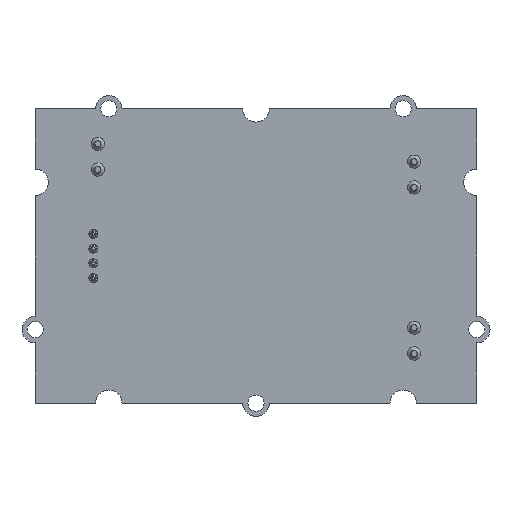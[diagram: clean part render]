
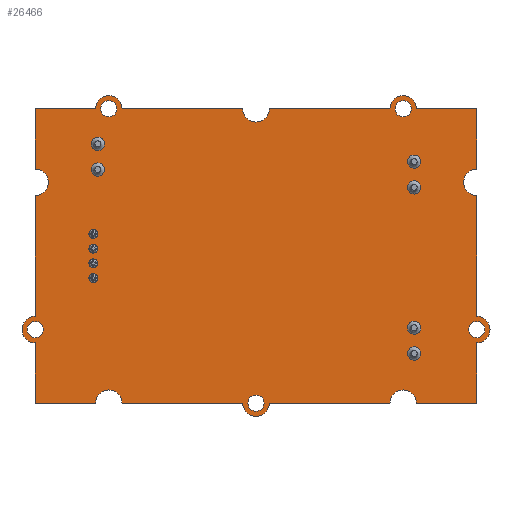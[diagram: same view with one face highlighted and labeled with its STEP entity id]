
A CAD part, front view. The second image highlights one B-rep face of the part: STEP entity #26466.
In plain terms, the highlighted face is planar.
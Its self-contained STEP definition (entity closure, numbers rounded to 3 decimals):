
#760=FACE_BOUND('',#2603,.T.);
#761=FACE_BOUND('',#2604,.T.);
#762=FACE_BOUND('',#2605,.T.);
#763=FACE_BOUND('',#2606,.T.);
#764=FACE_BOUND('',#2607,.T.);
#850=FACE_OUTER_BOUND('',#2602,.T.);
#2602=EDGE_LOOP('',(#17407,#17408,#17409,#17410,#17411,#17412,#17413,#17414,
#17415,#17416,#17417,#17418,#17419,#17420,#17421,#17422,#17423,#17424,#17425,
#17426,#17427,#17428,#17429,#17430));
#2603=EDGE_LOOP('',(#17431));
#2604=EDGE_LOOP('',(#17432));
#2605=EDGE_LOOP('',(#17433));
#2606=EDGE_LOOP('',(#17434));
#2607=EDGE_LOOP('',(#17435));
#4452=CIRCLE('',#28374,1.8);
#4453=CIRCLE('',#28375,1.8);
#4454=CIRCLE('',#28376,1.8);
#4455=CIRCLE('',#28377,1.8);
#4456=CIRCLE('',#28378,1.8);
#4457=CIRCLE('',#28379,1.8);
#4458=CIRCLE('',#28380,1.8);
#4459=CIRCLE('',#28381,1.8);
#4460=CIRCLE('',#28382,1.8);
#4461=CIRCLE('',#28383,1.8);
#4462=CIRCLE('',#28384,1.1);
#4463=CIRCLE('',#28385,1.1);
#4464=CIRCLE('',#28386,1.1);
#4465=CIRCLE('',#28387,1.1);
#4466=CIRCLE('',#28388,1.1);
#5133=LINE('',#38822,#8240);
#5134=LINE('',#38824,#8241);
#5135=LINE('',#38828,#8242);
#5136=LINE('',#38832,#8243);
#5137=LINE('',#38836,#8244);
#5138=LINE('',#38838,#8245);
#5139=LINE('',#38842,#8246);
#5140=LINE('',#38846,#8247);
#5141=LINE('',#38848,#8248);
#5142=LINE('',#38852,#8249);
#5143=LINE('',#38856,#8250);
#5144=LINE('',#38860,#8251);
#5145=LINE('',#38862,#8252);
#5146=LINE('',#38866,#8253);
#8240=VECTOR('',#30839,8.2);
#8241=VECTOR('',#30840,8.2);
#8242=VECTOR('',#30843,16.4);
#8243=VECTOR('',#30846,16.4);
#8244=VECTOR('',#30849,8.2);
#8245=VECTOR('',#30850,8.2);
#8246=VECTOR('',#30853,16.4);
#8247=VECTOR('',#30856,8.2);
#8248=VECTOR('',#30857,8.2);
#8249=VECTOR('',#30860,16.4);
#8250=VECTOR('',#30863,16.4);
#8251=VECTOR('',#30866,8.2);
#8252=VECTOR('',#30867,8.2);
#8253=VECTOR('',#30870,16.4);
#11362=VERTEX_POINT('',#38820);
#11363=VERTEX_POINT('',#38821);
#11364=VERTEX_POINT('',#38823);
#11365=VERTEX_POINT('',#38825);
#11366=VERTEX_POINT('',#38827);
#11367=VERTEX_POINT('',#38829);
#11368=VERTEX_POINT('',#38831);
#11369=VERTEX_POINT('',#38833);
#11370=VERTEX_POINT('',#38835);
#11371=VERTEX_POINT('',#38837);
#11372=VERTEX_POINT('',#38839);
#11373=VERTEX_POINT('',#38841);
#11374=VERTEX_POINT('',#38843);
#11375=VERTEX_POINT('',#38845);
#11376=VERTEX_POINT('',#38847);
#11377=VERTEX_POINT('',#38849);
#11378=VERTEX_POINT('',#38851);
#11379=VERTEX_POINT('',#38853);
#11380=VERTEX_POINT('',#38855);
#11381=VERTEX_POINT('',#38857);
#11382=VERTEX_POINT('',#38859);
#11383=VERTEX_POINT('',#38861);
#11384=VERTEX_POINT('',#38863);
#11385=VERTEX_POINT('',#38865);
#11386=VERTEX_POINT('',#38868);
#11387=VERTEX_POINT('',#38870);
#11388=VERTEX_POINT('',#38872);
#11389=VERTEX_POINT('',#38874);
#11390=VERTEX_POINT('',#38876);
#13570=EDGE_CURVE('',#11362,#11363,#5133,.T.);
#13571=EDGE_CURVE('',#11364,#11362,#5134,.T.);
#13572=EDGE_CURVE('',#11365,#11364,#4452,.T.);
#13573=EDGE_CURVE('',#11366,#11365,#5135,.T.);
#13574=EDGE_CURVE('',#11367,#11366,#4453,.T.);
#13575=EDGE_CURVE('',#11368,#11367,#5136,.T.);
#13576=EDGE_CURVE('',#11369,#11368,#4454,.T.);
#13577=EDGE_CURVE('',#11370,#11369,#5137,.T.);
#13578=EDGE_CURVE('',#11371,#11370,#5138,.T.);
#13579=EDGE_CURVE('',#11372,#11371,#4455,.T.);
#13580=EDGE_CURVE('',#11373,#11372,#5139,.T.);
#13581=EDGE_CURVE('',#11374,#11373,#4456,.T.);
#13582=EDGE_CURVE('',#11375,#11374,#5140,.T.);
#13583=EDGE_CURVE('',#11376,#11375,#5141,.T.);
#13584=EDGE_CURVE('',#11377,#11376,#4457,.T.);
#13585=EDGE_CURVE('',#11378,#11377,#5142,.T.);
#13586=EDGE_CURVE('',#11379,#11378,#4458,.T.);
#13587=EDGE_CURVE('',#11380,#11379,#5143,.T.);
#13588=EDGE_CURVE('',#11381,#11380,#4459,.T.);
#13589=EDGE_CURVE('',#11382,#11381,#5144,.T.);
#13590=EDGE_CURVE('',#11383,#11382,#5145,.T.);
#13591=EDGE_CURVE('',#11384,#11383,#4460,.T.);
#13592=EDGE_CURVE('',#11385,#11384,#5146,.T.);
#13593=EDGE_CURVE('',#11363,#11385,#4461,.T.);
#13594=EDGE_CURVE('',#11386,#11386,#4462,.T.);
#13595=EDGE_CURVE('',#11387,#11387,#4463,.T.);
#13596=EDGE_CURVE('',#11388,#11388,#4464,.T.);
#13597=EDGE_CURVE('',#11389,#11389,#4465,.T.);
#13598=EDGE_CURVE('',#11390,#11390,#4466,.T.);
#17407=ORIENTED_EDGE('',*,*,#13570,.F.);
#17408=ORIENTED_EDGE('',*,*,#13571,.F.);
#17409=ORIENTED_EDGE('',*,*,#13572,.F.);
#17410=ORIENTED_EDGE('',*,*,#13573,.F.);
#17411=ORIENTED_EDGE('',*,*,#13574,.F.);
#17412=ORIENTED_EDGE('',*,*,#13575,.F.);
#17413=ORIENTED_EDGE('',*,*,#13576,.F.);
#17414=ORIENTED_EDGE('',*,*,#13577,.F.);
#17415=ORIENTED_EDGE('',*,*,#13578,.F.);
#17416=ORIENTED_EDGE('',*,*,#13579,.F.);
#17417=ORIENTED_EDGE('',*,*,#13580,.F.);
#17418=ORIENTED_EDGE('',*,*,#13581,.F.);
#17419=ORIENTED_EDGE('',*,*,#13582,.F.);
#17420=ORIENTED_EDGE('',*,*,#13583,.F.);
#17421=ORIENTED_EDGE('',*,*,#13584,.F.);
#17422=ORIENTED_EDGE('',*,*,#13585,.F.);
#17423=ORIENTED_EDGE('',*,*,#13586,.F.);
#17424=ORIENTED_EDGE('',*,*,#13587,.F.);
#17425=ORIENTED_EDGE('',*,*,#13588,.F.);
#17426=ORIENTED_EDGE('',*,*,#13589,.F.);
#17427=ORIENTED_EDGE('',*,*,#13590,.F.);
#17428=ORIENTED_EDGE('',*,*,#13591,.F.);
#17429=ORIENTED_EDGE('',*,*,#13592,.F.);
#17430=ORIENTED_EDGE('',*,*,#13593,.F.);
#17431=ORIENTED_EDGE('',*,*,#13594,.T.);
#17432=ORIENTED_EDGE('',*,*,#13595,.T.);
#17433=ORIENTED_EDGE('',*,*,#13596,.T.);
#17434=ORIENTED_EDGE('',*,*,#13597,.T.);
#17435=ORIENTED_EDGE('',*,*,#13598,.T.);
#25053=PLANE('',#28373);
#26466=ADVANCED_FACE('',(#850,#760,#761,#762,#763,#764),#25053,.F.);
#28373=AXIS2_PLACEMENT_3D('',#38819,#30837,#30838);
#28374=AXIS2_PLACEMENT_3D('',#38826,#30841,#30842);
#28375=AXIS2_PLACEMENT_3D('',#38830,#30844,#30845);
#28376=AXIS2_PLACEMENT_3D('',#38834,#30847,#30848);
#28377=AXIS2_PLACEMENT_3D('',#38840,#30851,#30852);
#28378=AXIS2_PLACEMENT_3D('',#38844,#30854,#30855);
#28379=AXIS2_PLACEMENT_3D('',#38850,#30858,#30859);
#28380=AXIS2_PLACEMENT_3D('',#38854,#30861,#30862);
#28381=AXIS2_PLACEMENT_3D('',#38858,#30864,#30865);
#28382=AXIS2_PLACEMENT_3D('',#38864,#30868,#30869);
#28383=AXIS2_PLACEMENT_3D('',#38867,#30871,#30872);
#28384=AXIS2_PLACEMENT_3D('',#38869,#30873,#30874);
#28385=AXIS2_PLACEMENT_3D('',#38871,#30875,#30876);
#28386=AXIS2_PLACEMENT_3D('',#38873,#30877,#30878);
#28387=AXIS2_PLACEMENT_3D('',#38875,#30879,#30880);
#28388=AXIS2_PLACEMENT_3D('',#38877,#30881,#30882);
#30837=DIRECTION('center_axis',(0.,0.,1.));
#30838=DIRECTION('ref_axis',(1.,0.,0.));
#30839=DIRECTION('',(0.,-1.,0.));
#30840=DIRECTION('',(-1.,0.,0.));
#30841=DIRECTION('center_axis',(0.,0.,1.));
#30842=DIRECTION('ref_axis',(1.,0.,0.));
#30843=DIRECTION('',(-1.,0.,0.));
#30844=DIRECTION('center_axis',(0.,0.,-1.));
#30845=DIRECTION('ref_axis',(1.,0.,0.));
#30846=DIRECTION('',(-1.,0.,0.));
#30847=DIRECTION('center_axis',(0.,0.,1.));
#30848=DIRECTION('ref_axis',(1.,0.,0.));
#30849=DIRECTION('',(-1.,0.,0.));
#30850=DIRECTION('',(0.,1.,0.));
#30851=DIRECTION('center_axis',(0.,0.,-1.));
#30852=DIRECTION('ref_axis',(1.,0.,0.));
#30853=DIRECTION('',(0.,1.,0.));
#30854=DIRECTION('center_axis',(0.,0.,1.));
#30855=DIRECTION('ref_axis',(1.,0.,0.));
#30856=DIRECTION('',(0.,1.,0.));
#30857=DIRECTION('',(1.,0.,0.));
#30858=DIRECTION('center_axis',(0.,0.,-1.));
#30859=DIRECTION('ref_axis',(1.,0.,0.));
#30860=DIRECTION('',(1.,0.,0.));
#30861=DIRECTION('center_axis',(0.,0.,1.));
#30862=DIRECTION('ref_axis',(1.,0.,0.));
#30863=DIRECTION('',(1.,0.,0.));
#30864=DIRECTION('center_axis',(0.,0.,-1.));
#30865=DIRECTION('ref_axis',(1.,0.,0.));
#30866=DIRECTION('',(1.,0.,0.));
#30867=DIRECTION('',(0.,-1.,0.));
#30868=DIRECTION('center_axis',(0.,0.,1.));
#30869=DIRECTION('ref_axis',(1.,0.,0.));
#30870=DIRECTION('',(0.,-1.,0.));
#30871=DIRECTION('center_axis',(0.,0.,-1.));
#30872=DIRECTION('ref_axis',(1.,0.,0.));
#30873=DIRECTION('center_axis',(0.,0.,1.));
#30874=DIRECTION('ref_axis',(1.,0.,0.));
#30875=DIRECTION('center_axis',(0.,0.,1.));
#30876=DIRECTION('ref_axis',(1.,0.,0.));
#30877=DIRECTION('center_axis',(0.,0.,1.));
#30878=DIRECTION('ref_axis',(1.,0.,0.));
#30879=DIRECTION('center_axis',(0.,0.,1.));
#30880=DIRECTION('ref_axis',(1.,0.,0.));
#30881=DIRECTION('center_axis',(0.,0.,1.));
#30882=DIRECTION('ref_axis',(1.,0.,0.));
#38819=CARTESIAN_POINT('Origin',(-30.,10.,0.));
#38820=CARTESIAN_POINT('',(-30.,20.,0.));
#38821=CARTESIAN_POINT('',(-30.,11.8,0.));
#38822=CARTESIAN_POINT('',(-30.,20.,0.));
#38823=CARTESIAN_POINT('',(-21.8,20.,0.));
#38824=CARTESIAN_POINT('',(-21.8,20.,0.));
#38825=CARTESIAN_POINT('',(-18.2,20.,0.));
#38826=CARTESIAN_POINT('Origin',(-20.,20.,0.));
#38827=CARTESIAN_POINT('',(-1.8,20.,0.));
#38828=CARTESIAN_POINT('',(-1.8,20.,0.));
#38829=CARTESIAN_POINT('',(1.8,20.,0.));
#38830=CARTESIAN_POINT('Origin',(0.,20.,0.));
#38831=CARTESIAN_POINT('',(18.2,20.,0.));
#38832=CARTESIAN_POINT('',(18.2,20.,0.));
#38833=CARTESIAN_POINT('',(21.8,20.,0.));
#38834=CARTESIAN_POINT('Origin',(20.,20.,0.));
#38835=CARTESIAN_POINT('',(30.,20.,0.));
#38836=CARTESIAN_POINT('',(30.,20.,0.));
#38837=CARTESIAN_POINT('',(30.,11.8,0.));
#38838=CARTESIAN_POINT('',(30.,11.8,0.));
#38839=CARTESIAN_POINT('',(30.,8.2,0.));
#38840=CARTESIAN_POINT('Origin',(30.,10.,0.));
#38841=CARTESIAN_POINT('',(30.,-8.2,0.));
#38842=CARTESIAN_POINT('',(30.,-8.2,0.));
#38843=CARTESIAN_POINT('',(30.,-11.8,0.));
#38844=CARTESIAN_POINT('Origin',(30.,-10.,0.));
#38845=CARTESIAN_POINT('',(30.,-20.,0.));
#38846=CARTESIAN_POINT('',(30.,-20.,0.));
#38847=CARTESIAN_POINT('',(21.8,-20.,0.));
#38848=CARTESIAN_POINT('',(21.8,-20.,0.));
#38849=CARTESIAN_POINT('',(18.2,-20.,0.));
#38850=CARTESIAN_POINT('Origin',(20.,-20.,0.));
#38851=CARTESIAN_POINT('',(1.8,-20.,0.));
#38852=CARTESIAN_POINT('',(1.8,-20.,0.));
#38853=CARTESIAN_POINT('',(-1.8,-20.,0.));
#38854=CARTESIAN_POINT('Origin',(0.,-20.,0.));
#38855=CARTESIAN_POINT('',(-18.2,-20.,0.));
#38856=CARTESIAN_POINT('',(-18.2,-20.,0.));
#38857=CARTESIAN_POINT('',(-21.8,-20.,0.));
#38858=CARTESIAN_POINT('Origin',(-20.,-20.,0.));
#38859=CARTESIAN_POINT('',(-30.,-20.,0.));
#38860=CARTESIAN_POINT('',(-30.,-20.,0.));
#38861=CARTESIAN_POINT('',(-30.,-11.8,0.));
#38862=CARTESIAN_POINT('',(-30.,-11.8,0.));
#38863=CARTESIAN_POINT('',(-30.,-8.2,0.));
#38864=CARTESIAN_POINT('Origin',(-30.,-10.,0.));
#38865=CARTESIAN_POINT('',(-30.,8.2,0.));
#38866=CARTESIAN_POINT('',(-30.,8.2,0.));
#38867=CARTESIAN_POINT('Origin',(-30.,10.,0.));
#38868=CARTESIAN_POINT('',(-18.9,20.,0.));
#38869=CARTESIAN_POINT('Origin',(-20.,20.,0.));
#38870=CARTESIAN_POINT('',(21.1,20.,0.));
#38871=CARTESIAN_POINT('Origin',(20.,20.,0.));
#38872=CARTESIAN_POINT('',(1.1,-20.,0.));
#38873=CARTESIAN_POINT('Origin',(0.,-20.,0.));
#38874=CARTESIAN_POINT('',(-28.9,-10.,0.));
#38875=CARTESIAN_POINT('Origin',(-30.,-10.,0.));
#38876=CARTESIAN_POINT('',(31.1,-10.,0.));
#38877=CARTESIAN_POINT('Origin',(30.,-10.,0.));
